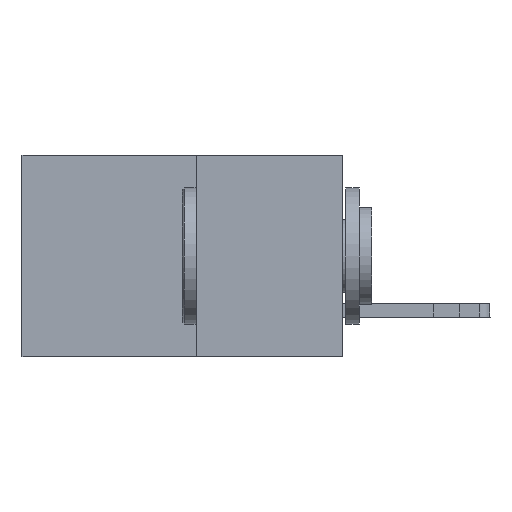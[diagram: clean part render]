
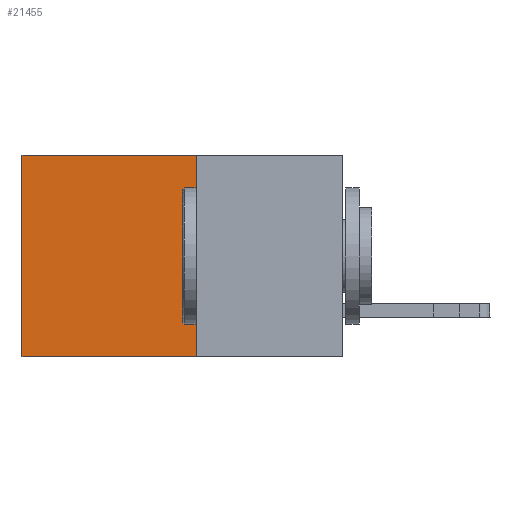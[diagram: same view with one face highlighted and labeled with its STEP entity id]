
A CAD part, left-side view. The second image highlights one B-rep face of the part: STEP entity #21455.
In plain terms, the highlighted planar face has unit normal (-1, 0, 0).
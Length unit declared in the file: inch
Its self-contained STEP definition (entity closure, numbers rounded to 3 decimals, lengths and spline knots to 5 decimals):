
#566 = DIRECTION ( 'NONE',  ( 0., 1., 0. ) ) ;
#1025 = VECTOR ( 'NONE', #13774, 39.37008 ) ;
#1052 = VECTOR ( 'NONE', #16183, 39.37008 ) ;
#1945 = FACE_OUTER_BOUND ( 'NONE', #13156, .T. ) ;
#2422 = CARTESIAN_POINT ( 'NONE',  ( 0.277, 0.59, -0.37 ) ) ;
#5190 = ORIENTED_EDGE ( 'NONE', *, *, #12375, .T. ) ;
#6034 = VERTEX_POINT ( 'NONE', #20660 ) ;
#6080 = VERTEX_POINT ( 'NONE', #17606 ) ;
#6165 = EDGE_CURVE ( 'NONE', #6034, #24717, #25832, .T. ) ;
#6475 = CARTESIAN_POINT ( 'NONE',  ( 0.277, 0.27, -0.37 ) ) ;
#6605 = CARTESIAN_POINT ( 'NONE',  ( 0.277, 0.27, -0.37 ) ) ;
#8129 = CARTESIAN_POINT ( 'NONE',  ( 0.277, 0.27, -0.37 ) ) ;
#10566 = VECTOR ( 'NONE', #22445, 39.37008 ) ;
#11881 = LINE ( 'NONE', #14077, #10566 ) ;
#12017 = ORIENTED_EDGE ( 'NONE', *, *, #24488, .F. ) ;
#12375 = EDGE_CURVE ( 'NONE', #6080, #6034, #20167, .T. ) ;
#13156 = EDGE_LOOP ( 'NONE', ( #14628, #12017, #17352, #5190 ) ) ;
#13774 = DIRECTION ( 'NONE',  ( 0., 0., -1. ) ) ;
#14074 = VECTOR ( 'NONE', #566, 39.37008 ) ;
#14077 = CARTESIAN_POINT ( 'NONE',  ( 0.277, 0.27, -0.37 ) ) ;
#14556 = DIRECTION ( 'NONE',  ( 1., 0., 0. ) ) ;
#14628 = ORIENTED_EDGE ( 'NONE', *, *, #6165, .T. ) ;
#15815 = CARTESIAN_POINT ( 'NONE',  ( 0.277, 0.59, -0.37 ) ) ;
#16183 = DIRECTION ( 'NONE',  ( 0., 1., 0. ) ) ;
#16749 = PLANE ( 'NONE',  #22865 ) ;
#17352 = ORIENTED_EDGE ( 'NONE', *, *, #18141, .F. ) ;
#17606 = CARTESIAN_POINT ( 'NONE',  ( 0.277, 0.27, 0. ) ) ;
#18125 = CARTESIAN_POINT ( 'NONE',  ( 0.277, 0.27, 0. ) ) ;
#18141 = EDGE_CURVE ( 'NONE', #6080, #26495, #11881, .T. ) ;
#19356 = LINE ( 'NONE', #6605, #14074 ) ;
#20167 = LINE ( 'NONE', #18125, #1052 ) ;
#20660 = CARTESIAN_POINT ( 'NONE',  ( 0.277, 0.59, 0. ) ) ;
#21455 = ADVANCED_FACE ( 'NONE', ( #1945 ), #16749, .F. ) ;
#22445 = DIRECTION ( 'NONE',  ( 0., 0., -1. ) ) ;
#22865 = AXIS2_PLACEMENT_3D ( 'NONE', #6475, #14556, #27053 ) ;
#24488 = EDGE_CURVE ( 'NONE', #26495, #24717, #19356, .T. ) ;
#24717 = VERTEX_POINT ( 'NONE', #2422 ) ;
#25832 = LINE ( 'NONE', #15815, #1025 ) ;
#26495 = VERTEX_POINT ( 'NONE', #8129 ) ;
#27053 = DIRECTION ( 'NONE',  ( 0., 0., -1. ) ) ;
